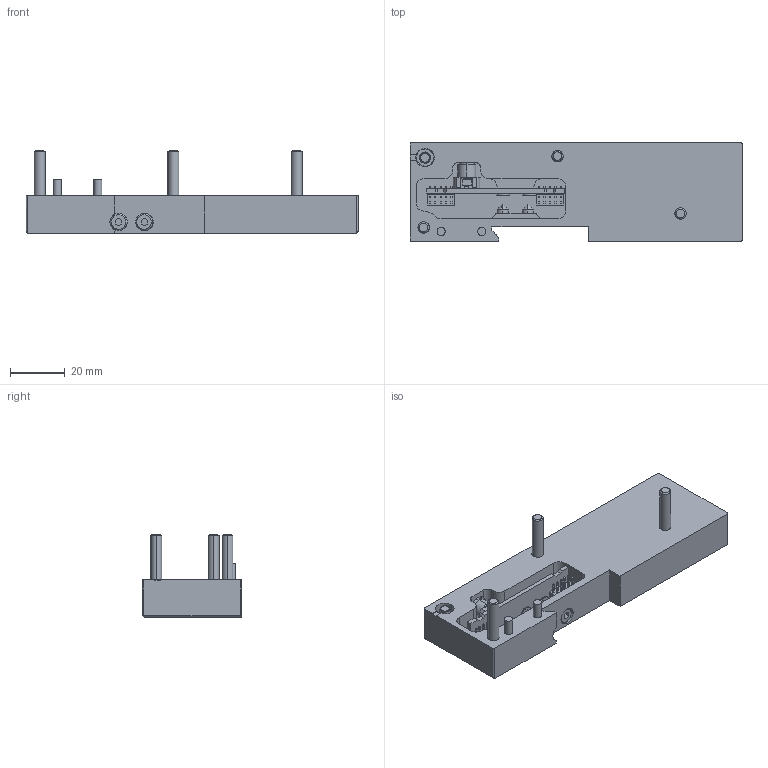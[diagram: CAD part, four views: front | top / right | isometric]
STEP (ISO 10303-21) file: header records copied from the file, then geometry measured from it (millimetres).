
FILE_DESCRIPTION (( 'STEP AP203' ), '1' );
FILE_NAME ('PAL-C3.step', '2020-10-29T13:47:38', ( '' ), ( '' ), 'SwSTEP 2.0', 'SolidWorks 2019', '' );
FILE_SCHEMA (( 'CONFIG_CONTROL_DESIGN' ));
Length unit declared in the file: millimetre
Products named in the file (1): PAL-C3
Bounding box: 121.6 x 36.2 x 30.2 mm (x, y, z)
Volume: 48530.3 mm3; surface area: 20213.5 mm2
Topology: 1 solids, 1 shells, 566 faces, 1455 edges, 958 vertices
Faces by surface type: plane 404, cylinder 124, cone 24, torus 12, sphere 2
Entity records: 17363 total; most frequent: CARTESIAN_POINT 3214, ORIENTED_EDGE 2898, DIRECTION 2864, EDGE_CURVE 1449, VECTOR 1128, LINE 1128, VERTEX_POINT 958, AXIS2_PLACEMENT_3D 868
